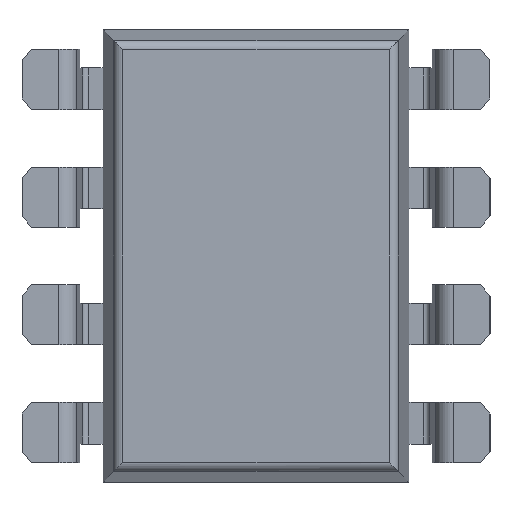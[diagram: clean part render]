
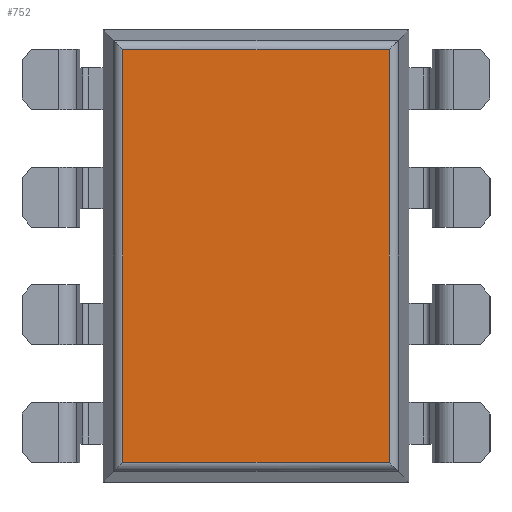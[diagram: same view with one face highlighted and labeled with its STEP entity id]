
A CAD part, front view. The second image highlights one B-rep face of the part: STEP entity #752.
In plain terms, the highlighted planar face has unit normal (0, -1, 0).
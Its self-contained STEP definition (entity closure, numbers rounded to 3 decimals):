
#62 = VERTEX_POINT ( 'NONE', #1327 ) ;
#65 = AXIS2_PLACEMENT_3D ( 'NONE', #1830, #1492, #1368 ) ;
#90 = VERTEX_POINT ( 'NONE', #852 ) ;
#101 = VERTEX_POINT ( 'NONE', #1339 ) ;
#177 = CARTESIAN_POINT ( 'NONE',  ( 6.172, -1.875, 9.76 ) ) ;
#225 = DIRECTION ( 'NONE',  ( 1., 0., 0. ) ) ;
#277 = VECTOR ( 'NONE', #500, 1000. ) ;
#299 = FACE_OUTER_BOUND ( 'NONE', #1813, .T. ) ;
#488 = DIRECTION ( 'NONE',  ( 0., 0., -1. ) ) ;
#500 = DIRECTION ( 'NONE',  ( 0., 0., -1. ) ) ;
#552 = EDGE_CURVE ( 'NONE', #101, #669, #811, .T. ) ;
#559 = CARTESIAN_POINT ( 'NONE',  ( 6.172, -1.875, 0.428 ) ) ;
#636 = LINE ( 'NONE', #1726, #687 ) ;
#669 = VERTEX_POINT ( 'NONE', #559 ) ;
#675 = VECTOR ( 'NONE', #225, 1000. ) ;
#687 = VECTOR ( 'NONE', #488, 1000. ) ;
#752 = ADVANCED_FACE ( 'NONE', ( #299 ), #1957, .F. ) ;
#769 = LINE ( 'NONE', #1375, #1665 ) ;
#798 = DIRECTION ( 'NONE',  ( 1., 0., 0. ) ) ;
#811 = LINE ( 'NONE', #1423, #675 ) ;
#850 = EDGE_CURVE ( 'NONE', #62, #669, #1420, .T. ) ;
#852 = CARTESIAN_POINT ( 'NONE',  ( 0.428, -1.875, 9.332 ) ) ;
#978 = EDGE_CURVE ( 'NONE', #90, #101, #636, .T. ) ;
#1048 = ORIENTED_EDGE ( 'NONE', *, *, #850, .F. ) ;
#1230 = EDGE_CURVE ( 'NONE', #90, #62, #769, .T. ) ;
#1327 = CARTESIAN_POINT ( 'NONE',  ( 6.172, -1.875, 9.332 ) ) ;
#1339 = CARTESIAN_POINT ( 'NONE',  ( 0.428, -1.875, 0.428 ) ) ;
#1368 = DIRECTION ( 'NONE',  ( 0., 0., 1. ) ) ;
#1375 = CARTESIAN_POINT ( 'NONE',  ( -3.4, -1.875, 9.332 ) ) ;
#1420 = LINE ( 'NONE', #177, #277 ) ;
#1423 = CARTESIAN_POINT ( 'NONE',  ( -3.4, -1.875, 0.428 ) ) ;
#1467 = ORIENTED_EDGE ( 'NONE', *, *, #1230, .F. ) ;
#1492 = DIRECTION ( 'NONE',  ( 0., 1., 0. ) ) ;
#1549 = ORIENTED_EDGE ( 'NONE', *, *, #552, .T. ) ;
#1665 = VECTOR ( 'NONE', #798, 1000. ) ;
#1726 = CARTESIAN_POINT ( 'NONE',  ( 0.428, -1.875, 9.76 ) ) ;
#1813 = EDGE_LOOP ( 'NONE', ( #1048, #1467, #1982, #1549 ) ) ;
#1830 = CARTESIAN_POINT ( 'NONE',  ( 6.172, -1.875, 9.76 ) ) ;
#1957 = PLANE ( 'NONE',  #65 ) ;
#1982 = ORIENTED_EDGE ( 'NONE', *, *, #978, .T. ) ;
